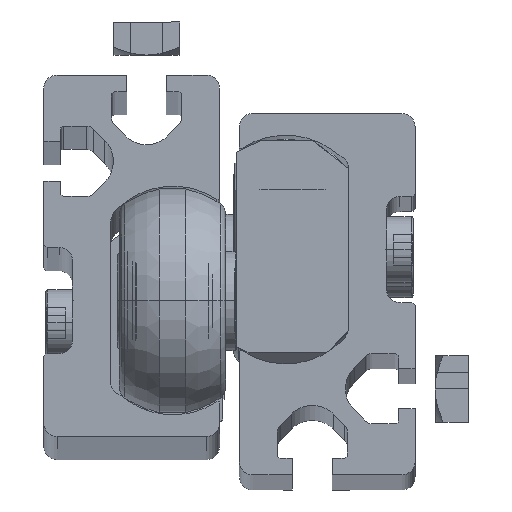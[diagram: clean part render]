
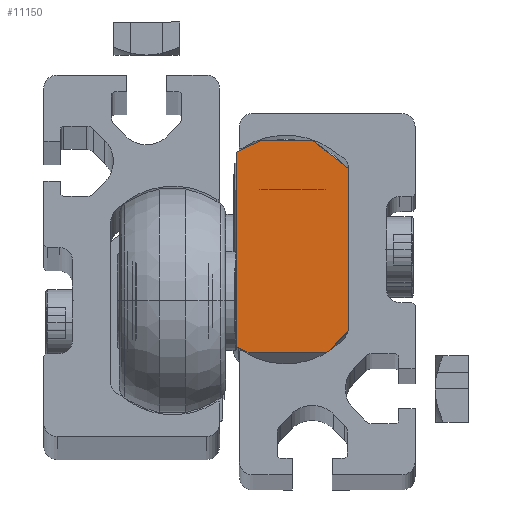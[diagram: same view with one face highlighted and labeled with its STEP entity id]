
A CAD part, top view. The second image highlights one B-rep face of the part: STEP entity #11150.
In plain terms, the highlighted face is planar.
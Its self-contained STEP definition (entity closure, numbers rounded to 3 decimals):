
#306 = CARTESIAN_POINT ( 'NONE',  ( -19., 16.5, -4.6 ) ) ;
#393 = VERTEX_POINT ( 'NONE', #4374 ) ;
#858 = ORIENTED_EDGE ( 'NONE', *, *, #17183, .F. ) ;
#1092 = LINE ( 'NONE', #10444, #15976 ) ;
#1404 = LINE ( 'NONE', #12791, #4733 ) ;
#1446 = EDGE_CURVE ( 'NONE', #15551, #12134, #6163, .T. ) ;
#1585 = CARTESIAN_POINT ( 'NONE',  ( -19., -15.5, -6.7 ) ) ;
#1727 = CARTESIAN_POINT ( 'NONE',  ( -19., -15.5, 5.2 ) ) ;
#1815 = CARTESIAN_POINT ( 'NONE',  ( -19., 12.203, 8.5 ) ) ;
#1838 = EDGE_CURVE ( 'NONE', #15136, #4550, #17556, .T. ) ;
#2225 = DIRECTION ( 'NONE',  ( 0., 0., 1. ) ) ;
#2387 = EDGE_CURVE ( 'NONE', #15551, #17345, #7077, .T. ) ;
#3186 = DIRECTION ( 'NONE',  ( 0., 0., 1. ) ) ;
#3875 = VECTOR ( 'NONE', #15581, 1000. ) ;
#4374 = CARTESIAN_POINT ( 'NONE',  ( -19., 16.5, 3. ) ) ;
#4550 = VERTEX_POINT ( 'NONE', #19342 ) ;
#4733 = VECTOR ( 'NONE', #3186, 1000. ) ;
#5131 = EDGE_CURVE ( 'NONE', #4550, #7251, #1092, .T. ) ;
#5440 = LINE ( 'NONE', #14964, #9370 ) ;
#5473 = ORIENTED_EDGE ( 'NONE', *, *, #2387, .T. ) ;
#5606 = CARTESIAN_POINT ( 'NONE',  ( -19., -12.2, 8.5 ) ) ;
#5900 = LINE ( 'NONE', #7479, #11933 ) ;
#6149 = EDGE_CURVE ( 'NONE', #17345, #393, #5440, .T. ) ;
#6163 = LINE ( 'NONE', #6360, #3875 ) ;
#6360 = CARTESIAN_POINT ( 'NONE',  ( -19., -12.2, 8.5 ) ) ;
#6806 = DIRECTION ( 'NONE',  ( 0., 0.616, -0.788 ) ) ;
#7077 = LINE ( 'NONE', #5606, #8549 ) ;
#7251 = VERTEX_POINT ( 'NONE', #20507 ) ;
#7479 = CARTESIAN_POINT ( 'NONE',  ( -19., -14.661, -8.5 ) ) ;
#7684 = LINE ( 'NONE', #1727, #16410 ) ;
#8549 = VECTOR ( 'NONE', #18155, 1000. ) ;
#9370 = VECTOR ( 'NONE', #6806, 1000. ) ;
#9444 = CARTESIAN_POINT ( 'NONE',  ( -19., 16.5, -4.6 ) ) ;
#9512 = DIRECTION ( 'NONE',  ( 0., 0., -1. ) ) ;
#9748 = AXIS2_PLACEMENT_3D ( 'NONE', #14868, #16864, #2225 ) ;
#9785 = DIRECTION ( 'NONE',  ( 0., -0.423, -0.906 ) ) ;
#10176 = VECTOR ( 'NONE', #9785, 1000. ) ;
#10325 = ORIENTED_EDGE ( 'NONE', *, *, #1446, .F. ) ;
#10444 = CARTESIAN_POINT ( 'NONE',  ( -19., 14.681, -8.5 ) ) ;
#10514 = CARTESIAN_POINT ( 'NONE',  ( -19., -15.5, 5.2 ) ) ;
#10658 = EDGE_CURVE ( 'NONE', #7251, #17609, #5900, .T. ) ;
#11150 = ADVANCED_FACE ( 'NONE', ( #16447 ), #11654, .T. ) ;
#11296 = ORIENTED_EDGE ( 'NONE', *, *, #6149, .T. ) ;
#11654 = PLANE ( 'NONE',  #9748 ) ;
#11933 = VECTOR ( 'NONE', #19906, 1000. ) ;
#12134 = VERTEX_POINT ( 'NONE', #10514 ) ;
#12722 = ORIENTED_EDGE ( 'NONE', *, *, #10658, .T. ) ;
#12791 = CARTESIAN_POINT ( 'NONE',  ( -19., 16.5, -4.6 ) ) ;
#13103 = CARTESIAN_POINT ( 'NONE',  ( -19., -12.2, 8.5 ) ) ;
#14868 = CARTESIAN_POINT ( 'NONE',  ( -19., 1.5, 22.2 ) ) ;
#14964 = CARTESIAN_POINT ( 'NONE',  ( -19., 12.203, 8.5 ) ) ;
#15136 = VERTEX_POINT ( 'NONE', #9444 ) ;
#15402 = EDGE_CURVE ( 'NONE', #12134, #17609, #7684, .T. ) ;
#15551 = VERTEX_POINT ( 'NONE', #13103 ) ;
#15581 = DIRECTION ( 'NONE',  ( 0., -0.707, -0.707 ) ) ;
#15976 = VECTOR ( 'NONE', #16802, 1000. ) ;
#16394 = ORIENTED_EDGE ( 'NONE', *, *, #1838, .T. ) ;
#16410 = VECTOR ( 'NONE', #9512, 1000. ) ;
#16447 = FACE_OUTER_BOUND ( 'NONE', #16579, .T. ) ;
#16579 = EDGE_LOOP ( 'NONE', ( #11296, #858, #16394, #17806, #12722, #17627, #10325, #5473 ) ) ;
#16802 = DIRECTION ( 'NONE',  ( 0., -1., 0. ) ) ;
#16864 = DIRECTION ( 'NONE',  ( -1., 0., 0. ) ) ;
#17183 = EDGE_CURVE ( 'NONE', #15136, #393, #1404, .T. ) ;
#17345 = VERTEX_POINT ( 'NONE', #1815 ) ;
#17556 = LINE ( 'NONE', #306, #10176 ) ;
#17609 = VERTEX_POINT ( 'NONE', #1585 ) ;
#17627 = ORIENTED_EDGE ( 'NONE', *, *, #15402, .F. ) ;
#17806 = ORIENTED_EDGE ( 'NONE', *, *, #5131, .T. ) ;
#18155 = DIRECTION ( 'NONE',  ( 0., 1., 0. ) ) ;
#19342 = CARTESIAN_POINT ( 'NONE',  ( -19., 14.681, -8.5 ) ) ;
#19906 = DIRECTION ( 'NONE',  ( 0., -0.423, 0.906 ) ) ;
#20507 = CARTESIAN_POINT ( 'NONE',  ( -19., -14.661, -8.5 ) ) ;
